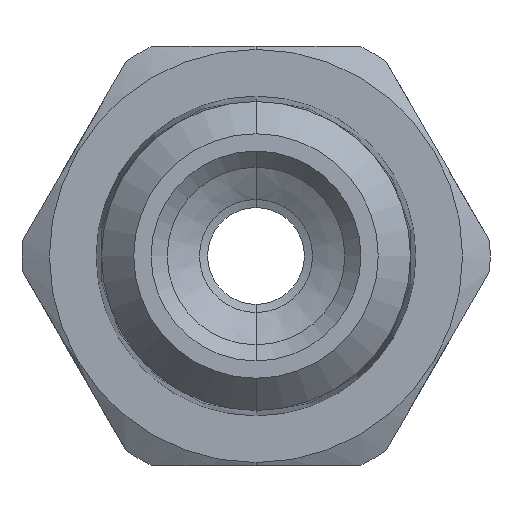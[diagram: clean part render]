
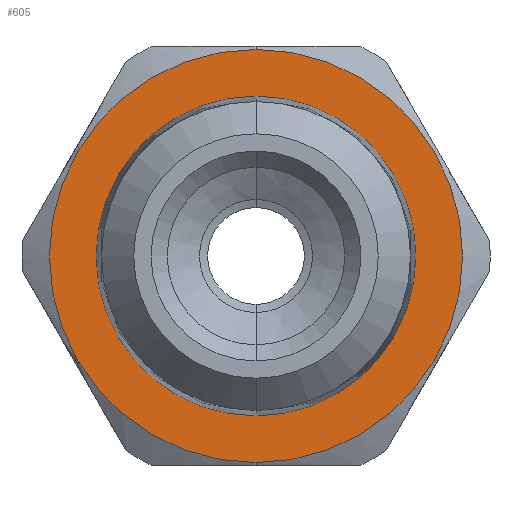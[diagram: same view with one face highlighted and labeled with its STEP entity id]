
A CAD part, front view. The second image highlights one B-rep face of the part: STEP entity #605.
In plain terms, the highlighted planar face has unit normal (0, -1, 0).
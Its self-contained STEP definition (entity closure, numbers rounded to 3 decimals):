
#19 = DIRECTION ( 'NONE',  ( 0., -1., 0. ) ) ;
#20 = EDGE_CURVE ( 'NONE', #425, #1306, #1145, .T. ) ;
#32 = FACE_OUTER_BOUND ( 'NONE', #371, .T. ) ;
#170 = DIRECTION ( 'NONE',  ( 0., 0., -1. ) ) ;
#214 = ORIENTED_EDGE ( 'NONE', *, *, #538, .T. ) ;
#220 = CIRCLE ( 'NONE', #1565, 6.4 ) ;
#329 = DIRECTION ( 'NONE',  ( 0., 0., -1. ) ) ;
#331 = VERTEX_POINT ( 'NONE', #1048 ) ;
#353 = CARTESIAN_POINT ( 'NONE',  ( 0., -16.2, -4.954 ) ) ;
#371 = EDGE_LOOP ( 'NONE', ( #2165, #214 ) ) ;
#399 = CARTESIAN_POINT ( 'NONE',  ( 0., -16.2, 4.954 ) ) ;
#425 = VERTEX_POINT ( 'NONE', #353 ) ;
#461 = DIRECTION ( 'NONE',  ( 0., -1., 0. ) ) ;
#538 = EDGE_CURVE ( 'NONE', #675, #331, #220, .T. ) ;
#605 = ADVANCED_FACE ( 'NONE', ( #32, #3154 ), #1899, .T. ) ;
#675 = VERTEX_POINT ( 'NONE', #1676 ) ;
#925 = DIRECTION ( 'NONE',  ( 0., 0., -1. ) ) ;
#1007 = ORIENTED_EDGE ( 'NONE', *, *, #20, .F. ) ;
#1048 = CARTESIAN_POINT ( 'NONE',  ( 0., -16.2, 6.4 ) ) ;
#1078 = AXIS2_PLACEMENT_3D ( 'NONE', #1549, #1789, #329 ) ;
#1087 = EDGE_LOOP ( 'NONE', ( #2418, #1007 ) ) ;
#1145 = CIRCLE ( 'NONE', #2213, 4.954 ) ;
#1306 = VERTEX_POINT ( 'NONE', #399 ) ;
#1377 = EDGE_CURVE ( 'NONE', #1306, #425, #3145, .T. ) ;
#1414 = DIRECTION ( 'NONE',  ( 0., -1., 0. ) ) ;
#1433 = CIRCLE ( 'NONE', #1078, 6.4 ) ;
#1440 = EDGE_CURVE ( 'NONE', #331, #675, #1433, .T. ) ;
#1506 = CARTESIAN_POINT ( 'NONE',  ( 0., -16.2, 0. ) ) ;
#1549 = CARTESIAN_POINT ( 'NONE',  ( 0., -16.2, 0. ) ) ;
#1565 = AXIS2_PLACEMENT_3D ( 'NONE', #1856, #1414, #170 ) ;
#1676 = CARTESIAN_POINT ( 'NONE',  ( 0., -16.2, -6.4 ) ) ;
#1789 = DIRECTION ( 'NONE',  ( 0., -1., 0. ) ) ;
#1856 = CARTESIAN_POINT ( 'NONE',  ( 0., -16.2, 0. ) ) ;
#1899 = PLANE ( 'NONE',  #2097 ) ;
#2063 = AXIS2_PLACEMENT_3D ( 'NONE', #1506, #19, #2243 ) ;
#2097 = AXIS2_PLACEMENT_3D ( 'NONE', #2609, #2856, #2588 ) ;
#2164 = CARTESIAN_POINT ( 'NONE',  ( 0., -16.2, 0. ) ) ;
#2165 = ORIENTED_EDGE ( 'NONE', *, *, #1440, .T. ) ;
#2213 = AXIS2_PLACEMENT_3D ( 'NONE', #2164, #461, #925 ) ;
#2243 = DIRECTION ( 'NONE',  ( 0., 0., -1. ) ) ;
#2418 = ORIENTED_EDGE ( 'NONE', *, *, #1377, .F. ) ;
#2588 = DIRECTION ( 'NONE',  ( 0., 0., -1. ) ) ;
#2609 = CARTESIAN_POINT ( 'NONE',  ( 5.25, -16.2, 0. ) ) ;
#2856 = DIRECTION ( 'NONE',  ( 0., -1., 0. ) ) ;
#3145 = CIRCLE ( 'NONE', #2063, 4.954 ) ;
#3154 = FACE_BOUND ( 'NONE', #1087, .T. ) ;
